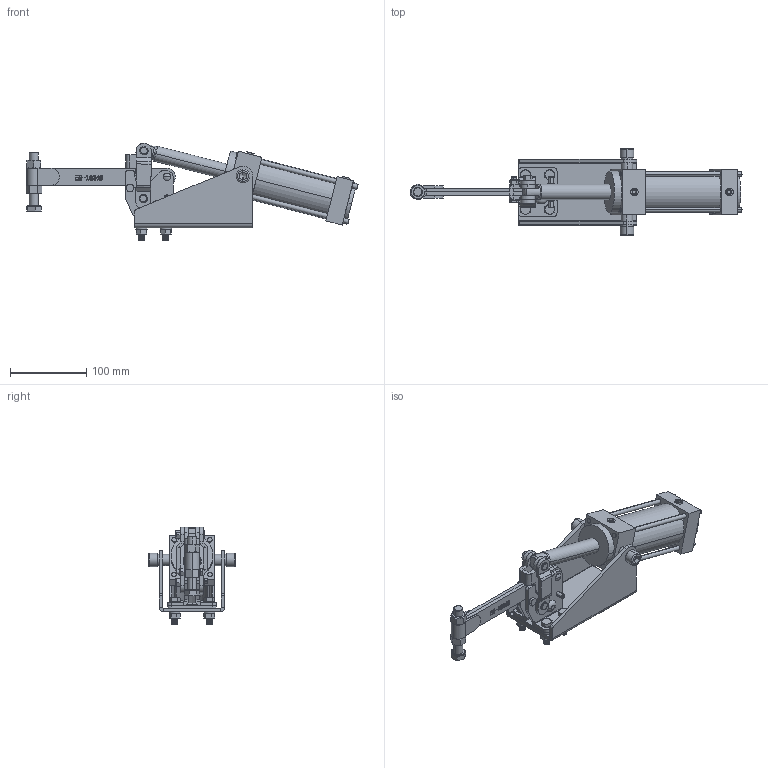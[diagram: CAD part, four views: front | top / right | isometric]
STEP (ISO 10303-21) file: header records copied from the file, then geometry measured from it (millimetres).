
FILE_DESCRIPTION (( 'STEP AP203' ), '1' );
FILE_NAME ('HS-10249-A .STEP', '2019-08-20T06:26:44', ( '微软用户' ), ( '微软中国' ), 'SwSTEP 2.0', 'SolidWorks 2012', '' );
FILE_SCHEMA (( 'CONFIG_CONTROL_DESIGN' ));
Length unit declared in the file: millimetre
Products named in the file (26): 標; 活塞杆; 傻种; 菁殤; 妗陑揤參; HS-10249-A ; hex nuts, style 1-grades ab gb_GB_FASTENER_NUT_SNAB1 M12-N; hexagon head bolts--product grade c gb_GB_FASTENER_BOLT_HHBC M12X70-N; hex nuts, style 1-grades ab gb_GB_FASTENER_NUT_SNAB1 M8-N; plain washers for clevis pins gb_GB_ROUND_WASHERS_TYPE7 8; hexagon head bolts-full thread gb_GB_FASTENER_BOLT_STBAB A M8X30-S; prevailing torque all-metal 1 gb_GB_HEXAGON_LOCK_TYPE1 M6-N; hexagon head bolts--product grade c gb_GB_FASTENER_BOLT_HHBC M6X30-N; hexagon nuts grade c gb_GB_FASTENER_NUT_SNC1 M6-N; hexagon socket head cap screws gb_GB_FASTENER_SCREWS_HSHCS M12X20-N; T形销_默认<按加工>; 粟俶种; 蟀裝; 眻忒梟2; 階杶; 路杶; 楊擘菁釱酘; 楊擘菁釱衵; す菁; 蚐詰
Assembly tree (41 placements, depth 2):
  HS-10249-A 
    菁殤
    傻种  x2
    活塞杆
    標
    妗陑揤參
    蚐詰
    妗陑揤參
    す菁
    楊擘菁釱衵
    楊擘菁釱酘
    路杶  x2
    階杶
    眻忒梟2  x2
    蟀裝
    粟俶种
    T形销_默认<按加工>  x2
    hexagon socket head cap screws gb_GB_FASTENER_SCREWS_HSHCS M12X20-N  x2
    hexagon nuts grade c gb_GB_FASTENER_NUT_SNC1 M6-N  x2
    hexagon head bolts--product grade c gb_GB_FASTENER_BOLT_HHBC M6X30-N
    prevailing torque all-metal 1 gb_GB_HEXAGON_LOCK_TYPE1 M6-N
    hexagon head bolts-full thread gb_GB_FASTENER_BOLT_STBAB A M8X30-S  x4
    plain washers for clevis pins gb_GB_ROUND_WASHERS_TYPE7 8  x4
    hex nuts, style 1-grades ab gb_GB_FASTENER_NUT_SNAB1 M8-N  x4
    hexagon head bolts--product grade c gb_GB_FASTENER_BOLT_HHBC M12X70-N
    hex nuts, style 1-grades ab gb_GB_FASTENER_NUT_SNAB1 M12-N  x2
Bounding box: 435.55 x 114 x 128.25 mm (x, y, z)
Volume: 831647.3 mm3; surface area: 224843.4 mm2
Topology: 41 solids, 41 shells, 2101 faces, 4707 edges, 2749 vertices
Faces by surface type: cone 735, plane 613, cylinder 590, bspline 130, torus 25, sphere 8
Entity records: 43555 total; most frequent: CARTESIAN_POINT 13760, ORIENTED_EDGE 5522, DIRECTION 5391, EDGE_CURVE 2761, AXIS2_PLACEMENT_3D 1919, VERTEX_POINT 1708, LINE 1553, VECTOR 1553
